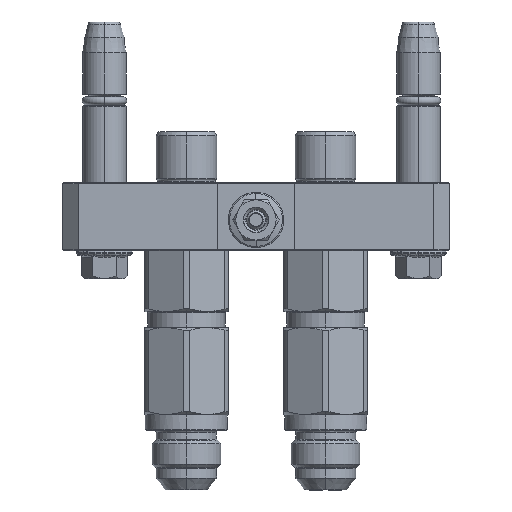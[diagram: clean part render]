
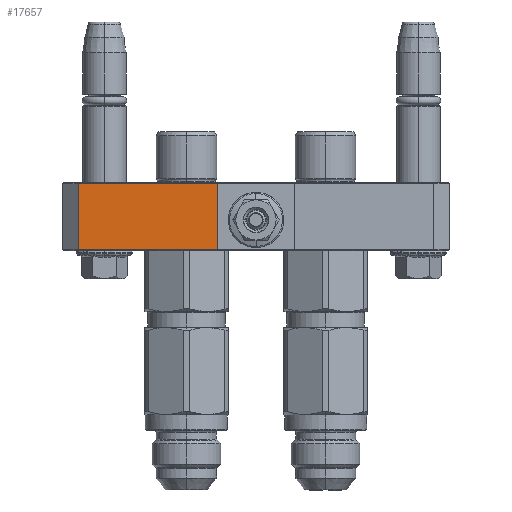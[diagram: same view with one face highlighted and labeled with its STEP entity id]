
A CAD part, front view. The second image highlights one B-rep face of the part: STEP entity #17657.
In plain terms, the highlighted face is planar.
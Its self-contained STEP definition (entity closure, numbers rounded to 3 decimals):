
#2211 = AXIS2_PLACEMENT_3D ( 'NONE', #9761, #5242, #9570 ) ;
#3121 = LINE ( 'NONE', #4389, #4221 ) ;
#4120 = ORIENTED_EDGE ( 'NONE', *, *, #27643, .T. ) ;
#4221 = VECTOR ( 'NONE', #29610, 1000. ) ;
#4241 = CARTESIAN_POINT ( 'NONE',  ( 50., 21.7, -37.5 ) ) ;
#4389 = CARTESIAN_POINT ( 'NONE',  ( 50., 21.7, -37.5 ) ) ;
#4765 = DIRECTION ( 'NONE',  ( 1., 0., 0. ) ) ;
#4932 = EDGE_CURVE ( 'NONE', #25431, #12427, #3121, .T. ) ;
#5040 = PLANE ( 'NONE',  #2211 ) ;
#5242 = DIRECTION ( 'NONE',  ( 0., 0., 1. ) ) ;
#6868 = CARTESIAN_POINT ( 'NONE',  ( 5., 0.3, -37.5 ) ) ;
#7253 = ORIENTED_EDGE ( 'NONE', *, *, #26762, .F. ) ;
#7553 = VECTOR ( 'NONE', #24784, 1000. ) ;
#9440 = VECTOR ( 'NONE', #4765, 1000. ) ;
#9570 = DIRECTION ( 'NONE',  ( 1., 0., 0. ) ) ;
#9761 = CARTESIAN_POINT ( 'NONE',  ( -5., 22., -37.5 ) ) ;
#9850 = LINE ( 'NONE', #17553, #22426 ) ;
#10702 = DIRECTION ( 'NONE',  ( 0., -1., 0. ) ) ;
#12427 = VERTEX_POINT ( 'NONE', #14431 ) ;
#14431 = CARTESIAN_POINT ( 'NONE',  ( 5., 21.7, -37.5 ) ) ;
#15587 = ORIENTED_EDGE ( 'NONE', *, *, #4932, .F. ) ;
#16623 = ORIENTED_EDGE ( 'NONE', *, *, #25372, .F. ) ;
#17015 = LINE ( 'NONE', #29709, #9440 ) ;
#17553 = CARTESIAN_POINT ( 'NONE',  ( 5., 21.7, -37.5 ) ) ;
#17657 = ADVANCED_FACE ( 'NONE', ( #21946 ), #5040, .F. ) ;
#20148 = CARTESIAN_POINT ( 'NONE',  ( 50., 21.7, -37.5 ) ) ;
#21946 = FACE_OUTER_BOUND ( 'NONE', #28968, .T. ) ;
#22426 = VECTOR ( 'NONE', #10702, 1000. ) ;
#23886 = VERTEX_POINT ( 'NONE', #24309 ) ;
#24309 = CARTESIAN_POINT ( 'NONE',  ( 50., 0.3, -37.5 ) ) ;
#24440 = LINE ( 'NONE', #4241, #7553 ) ;
#24784 = DIRECTION ( 'NONE',  ( 0., -1., 0. ) ) ;
#25372 = EDGE_CURVE ( 'NONE', #12427, #27845, #9850, .T. ) ;
#25431 = VERTEX_POINT ( 'NONE', #20148 ) ;
#26762 = EDGE_CURVE ( 'NONE', #27845, #23886, #17015, .T. ) ;
#27643 = EDGE_CURVE ( 'NONE', #25431, #23886, #24440, .T. ) ;
#27845 = VERTEX_POINT ( 'NONE', #6868 ) ;
#28968 = EDGE_LOOP ( 'NONE', ( #4120, #7253, #16623, #15587 ) ) ;
#29610 = DIRECTION ( 'NONE',  ( -1., 0., 0. ) ) ;
#29709 = CARTESIAN_POINT ( 'NONE',  ( 5., 0.3, -37.5 ) ) ;
